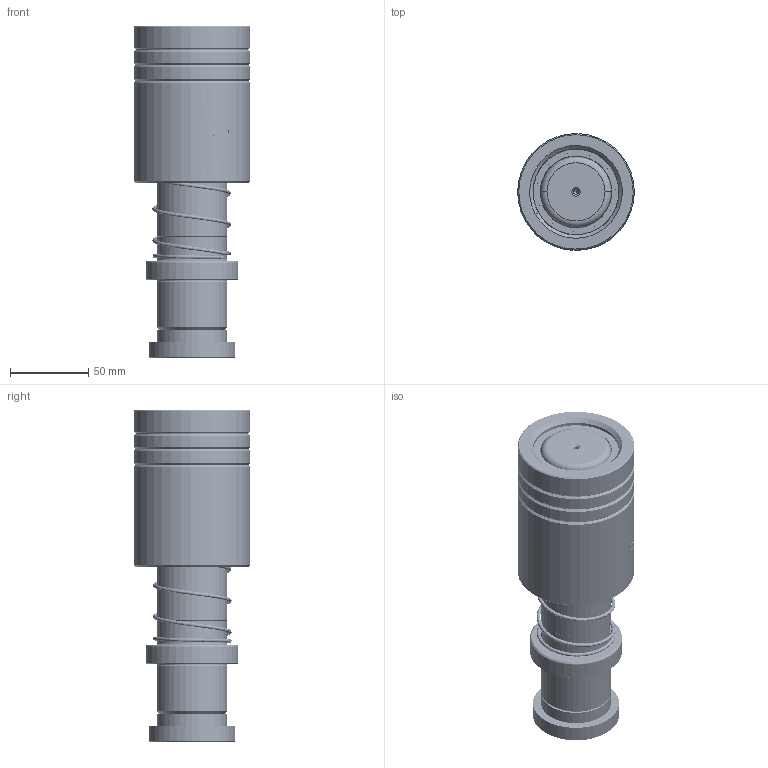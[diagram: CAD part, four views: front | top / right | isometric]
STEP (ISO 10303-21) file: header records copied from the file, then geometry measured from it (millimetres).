
FILE_DESCRIPTION (( 'STEP AP214' ), '1' );
FILE_NAME ('HBSH(HBJH)-D45-L160(BL-100).STEP', '2021-08-16T02:32:34', ( '' ), ( '' ), 'SwSTEP 2.0', 'SolidWorks 2016', '' );
FILE_SCHEMA (( 'AUTOMOTIVE_DESIGN' ));
Length unit declared in the file: millimetre
Products named in the file (345): HWP-D50.1-45.5-L90; BALL-D5; BSH-D54.5-45.5-L90郪蚾; BSH-54.5-45.5-L90; DRP蹟簽D45; DRP-D45-L160; TBB-D74-d55-L100; HBSH(HBJH)-D45-L160(BL-100)
Assembly tree (339 placements, depth 3):
  BALL-D5
  BALL-D5
  BALL-D5
  BALL-D5
  BALL-D5
Bounding box: 74.29 x 74.29 x 211.55 mm (x, y, z)
Volume: 604965.8 mm3; surface area: 170275.8 mm2
Topology: 335 solids, 335 shells, 1464 faces, 6293 edges, 4178 vertices
Faces by surface type: sphere 1320, cylinder 42, cone 40, torus 24, plane 24, bspline 14
Entity records: 63398 total; most frequent: CARTESIAN_POINT 36559, ORIENTED_EDGE 4648, DIRECTION 4036, EDGE_CURVE 2324, AXIS2_PLACEMENT_3D 1965, VERTEX_POINT 1526, EDGE_LOOP 1468, B_SPLINE_CURVE_WITH_KNOTS 1393
